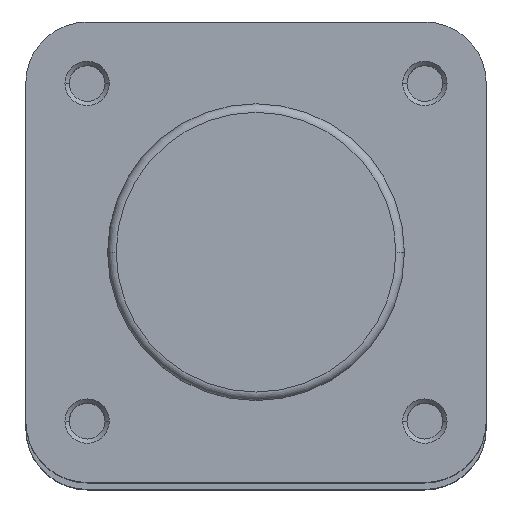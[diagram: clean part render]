
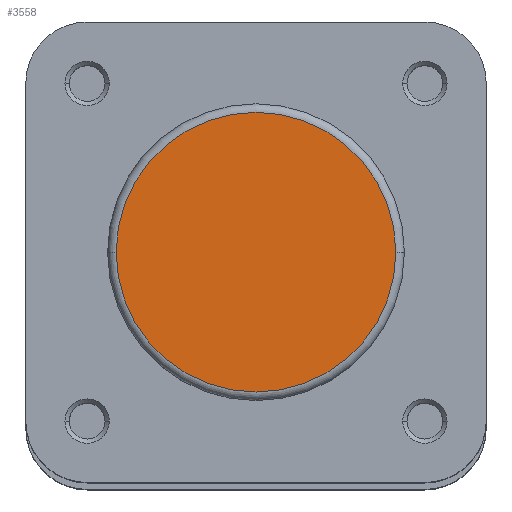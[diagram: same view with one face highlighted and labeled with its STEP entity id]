
A CAD part, top view. The second image highlights one B-rep face of the part: STEP entity #3558.
In plain terms, the highlighted planar face has unit normal (0, 0, 1).
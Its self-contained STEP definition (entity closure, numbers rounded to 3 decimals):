
#307 = VERTEX_POINT ( 'NONE', #4809 ) ;
#308 = VERTEX_POINT ( 'NONE', #4804 ) ;
#351 = EDGE_CURVE ( 'NONE', #308, #307, #4257, .T. ) ;
#384 = EDGE_CURVE ( 'NONE', #307, #308, #4311, .T. ) ;
#668 = AXIS2_PLACEMENT_3D ( 'NONE', #4709, #4695, #4693 ) ;
#670 = AXIS2_PLACEMENT_3D ( 'NONE', #4823, #4822, #4821 ) ;
#1016 = AXIS2_PLACEMENT_3D ( 'NONE', #3138, #3141, #3142 ) ;
#2935 = FACE_OUTER_BOUND ( 'NONE', #4520, .T. ) ;
#3138 = CARTESIAN_POINT ( 'NONE',  ( 0., 17.4, 0. ) ) ;
#3139 = PLANE ( 'NONE',  #1016 ) ;
#3141 = DIRECTION ( 'NONE',  ( 0., 0., -1. ) ) ;
#3142 = DIRECTION ( 'NONE',  ( -1., 0., 0. ) ) ;
#3558 = ADVANCED_FACE ( 'NONE', ( #2935 ), #3139, .F. ) ;
#4257 = CIRCLE ( 'NONE', #670, 16.4 ) ;
#4311 = CIRCLE ( 'NONE', #668, 16.4 ) ;
#4478 = ORIENTED_EDGE ( 'NONE', *, *, #351, .T. ) ;
#4520 = EDGE_LOOP ( 'NONE', ( #4541, #4478 ) ) ;
#4541 = ORIENTED_EDGE ( 'NONE', *, *, #384, .T. ) ;
#4693 = DIRECTION ( 'NONE',  ( -1., 0., 0. ) ) ;
#4695 = DIRECTION ( 'NONE',  ( 0., 0., 1. ) ) ;
#4709 = CARTESIAN_POINT ( 'NONE',  ( 0., 0., 0. ) ) ;
#4804 = CARTESIAN_POINT ( 'NONE',  ( 16.4, 0., 0. ) ) ;
#4809 = CARTESIAN_POINT ( 'NONE',  ( -16.4, 0., 0. ) ) ;
#4821 = DIRECTION ( 'NONE',  ( -1., 0., 0. ) ) ;
#4822 = DIRECTION ( 'NONE',  ( 0., 0., 1. ) ) ;
#4823 = CARTESIAN_POINT ( 'NONE',  ( 0., 0., 0. ) ) ;
